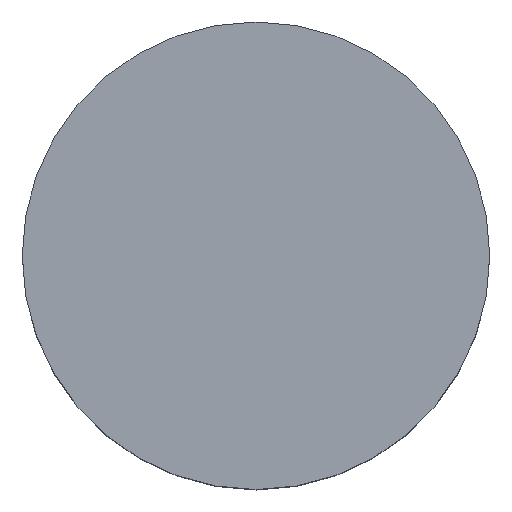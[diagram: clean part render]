
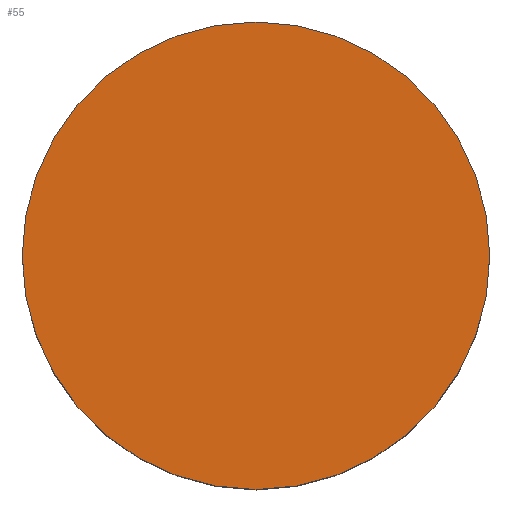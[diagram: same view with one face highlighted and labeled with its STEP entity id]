
A CAD part, top view. The second image highlights one B-rep face of the part: STEP entity #55.
In plain terms, the highlighted planar face has unit normal (0, 0, 1).
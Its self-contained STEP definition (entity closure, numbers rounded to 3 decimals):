
#14 = VERTEX_POINT ( 'NONE', #85 ) ;
#17 = EDGE_CURVE ( 'NONE', #14, #34, #84, .T. ) ;
#34 = VERTEX_POINT ( 'NONE', #254 ) ;
#38 = ORIENTED_EDGE ( 'NONE', *, *, #17, .T. ) ;
#39 = ORIENTED_EDGE ( 'NONE', *, *, #54, .T. ) ;
#54 = EDGE_CURVE ( 'NONE', #34, #14, #230, .T. ) ;
#55 = ADVANCED_FACE ( 'NONE', ( #225 ), #224, .F. ) ;
#56 = EDGE_LOOP ( 'NONE', ( #38, #39 ) ) ;
#80 = DIRECTION ( 'NONE',  ( 0., -1., 0. ) ) ;
#81 = DIRECTION ( 'NONE',  ( 0., 0., 1. ) ) ;
#82 = CARTESIAN_POINT ( 'NONE',  ( 0., 0., 15.5 ) ) ;
#83 = AXIS2_PLACEMENT_3D ( 'NONE', #82, #81, #80 ) ;
#84 = CIRCLE ( 'NONE', #83, 28.5 ) ;
#85 = CARTESIAN_POINT ( 'NONE',  ( 0., -28.5, 15.5 ) ) ;
#219 = DIRECTION ( 'NONE',  ( 0., 1., 0. ) ) ;
#220 = DIRECTION ( 'NONE',  ( 0., 0., -1. ) ) ;
#221 = AXIS2_PLACEMENT_3D ( 'NONE', #223, #220, #219 ) ;
#223 = CARTESIAN_POINT ( 'NONE',  ( 0., 0., 15.5 ) ) ;
#224 = PLANE ( 'NONE',  #221 ) ;
#225 = FACE_OUTER_BOUND ( 'NONE', #56, .T. ) ;
#226 = DIRECTION ( 'NONE',  ( 0., -1., 0. ) ) ;
#227 = DIRECTION ( 'NONE',  ( 0., 0., 1. ) ) ;
#228 = CARTESIAN_POINT ( 'NONE',  ( 0., 0., 15.5 ) ) ;
#229 = AXIS2_PLACEMENT_3D ( 'NONE', #228, #227, #226 ) ;
#230 = CIRCLE ( 'NONE', #229, 28.5 ) ;
#254 = CARTESIAN_POINT ( 'NONE',  ( 0., 28.5, 15.5 ) ) ;
